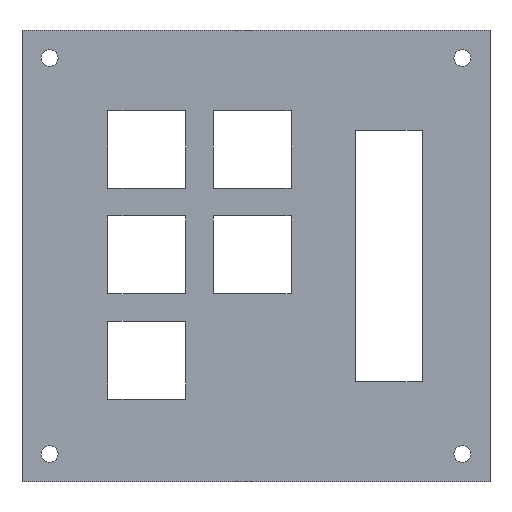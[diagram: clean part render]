
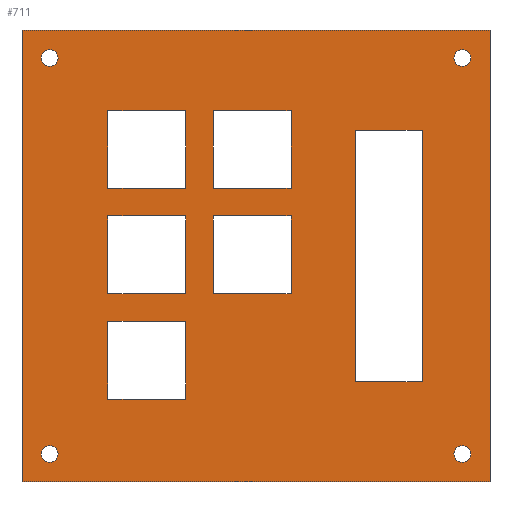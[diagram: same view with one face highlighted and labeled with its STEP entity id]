
A CAD part, front view. The second image highlights one B-rep face of the part: STEP entity #711.
In plain terms, the highlighted planar face has unit normal (0, -1, 0).
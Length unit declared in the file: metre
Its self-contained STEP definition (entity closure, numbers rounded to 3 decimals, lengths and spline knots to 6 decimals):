
#13=CIRCLE('',#753,0.0015);
#15=CIRCLE('',#756,0.0015);
#17=CIRCLE('',#759,0.0015);
#19=CIRCLE('',#762,0.0015);
#176=ORIENTED_EDGE('',*,*,#268,.T.);
#177=ORIENTED_EDGE('',*,*,#296,.F.);
#178=ORIENTED_EDGE('',*,*,#275,.F.);
#179=ORIENTED_EDGE('',*,*,#272,.T.);
#180=ORIENTED_EDGE('',*,*,#295,.F.);
#181=ORIENTED_EDGE('',*,*,#293,.F.);
#182=ORIENTED_EDGE('',*,*,#291,.T.);
#183=ORIENTED_EDGE('',*,*,#289,.T.);
#184=ORIENTED_EDGE('',*,*,#258,.T.);
#185=ORIENTED_EDGE('',*,*,#286,.T.);
#186=ORIENTED_EDGE('',*,*,#265,.F.);
#187=ORIENTED_EDGE('',*,*,#262,.F.);
#188=ORIENTED_EDGE('',*,*,#248,.T.);
#189=ORIENTED_EDGE('',*,*,#284,.T.);
#190=ORIENTED_EDGE('',*,*,#255,.F.);
#191=ORIENTED_EDGE('',*,*,#252,.F.);
#192=ORIENTED_EDGE('',*,*,#238,.T.);
#193=ORIENTED_EDGE('',*,*,#282,.T.);
#194=ORIENTED_EDGE('',*,*,#245,.F.);
#195=ORIENTED_EDGE('',*,*,#242,.F.);
#196=ORIENTED_EDGE('',*,*,#228,.T.);
#197=ORIENTED_EDGE('',*,*,#280,.T.);
#198=ORIENTED_EDGE('',*,*,#235,.F.);
#199=ORIENTED_EDGE('',*,*,#232,.F.);
#200=ORIENTED_EDGE('',*,*,#218,.T.);
#201=ORIENTED_EDGE('',*,*,#278,.T.);
#202=ORIENTED_EDGE('',*,*,#225,.F.);
#203=ORIENTED_EDGE('',*,*,#222,.F.);
#204=ORIENTED_EDGE('',*,*,#208,.F.);
#205=ORIENTED_EDGE('',*,*,#298,.F.);
#206=ORIENTED_EDGE('',*,*,#215,.F.);
#207=ORIENTED_EDGE('',*,*,#212,.F.);
#208=EDGE_CURVE('',#300,#301,#364,.T.);
#212=EDGE_CURVE('',#301,#304,#368,.T.);
#215=EDGE_CURVE('',#304,#306,#371,.T.);
#218=EDGE_CURVE('',#308,#309,#374,.T.);
#222=EDGE_CURVE('',#308,#312,#378,.T.);
#225=EDGE_CURVE('',#312,#314,#381,.T.);
#228=EDGE_CURVE('',#316,#317,#384,.T.);
#232=EDGE_CURVE('',#316,#320,#388,.T.);
#235=EDGE_CURVE('',#320,#322,#391,.T.);
#238=EDGE_CURVE('',#324,#325,#394,.T.);
#242=EDGE_CURVE('',#324,#328,#398,.T.);
#245=EDGE_CURVE('',#328,#330,#401,.T.);
#248=EDGE_CURVE('',#332,#333,#404,.T.);
#252=EDGE_CURVE('',#332,#336,#408,.T.);
#255=EDGE_CURVE('',#336,#338,#411,.T.);
#258=EDGE_CURVE('',#340,#341,#414,.T.);
#262=EDGE_CURVE('',#340,#344,#418,.T.);
#265=EDGE_CURVE('',#344,#346,#421,.T.);
#268=EDGE_CURVE('',#348,#349,#424,.T.);
#272=EDGE_CURVE('',#352,#348,#428,.T.);
#275=EDGE_CURVE('',#352,#354,#431,.T.);
#278=EDGE_CURVE('',#309,#314,#434,.T.);
#280=EDGE_CURVE('',#317,#322,#436,.T.);
#282=EDGE_CURVE('',#325,#330,#438,.T.);
#284=EDGE_CURVE('',#333,#338,#440,.T.);
#286=EDGE_CURVE('',#341,#346,#442,.T.);
#289=EDGE_CURVE('',#357,#357,#13,.T.);
#291=EDGE_CURVE('',#359,#359,#15,.T.);
#293=EDGE_CURVE('',#361,#361,#17,.T.);
#295=EDGE_CURVE('',#363,#363,#19,.T.);
#296=EDGE_CURVE('',#354,#349,#444,.T.);
#298=EDGE_CURVE('',#306,#300,#446,.T.);
#300=VERTEX_POINT('',#940);
#301=VERTEX_POINT('',#941);
#304=VERTEX_POINT('',#949);
#306=VERTEX_POINT('',#955);
#308=VERTEX_POINT('',#961);
#309=VERTEX_POINT('',#962);
#312=VERTEX_POINT('',#970);
#314=VERTEX_POINT('',#976);
#316=VERTEX_POINT('',#982);
#317=VERTEX_POINT('',#983);
#320=VERTEX_POINT('',#991);
#322=VERTEX_POINT('',#997);
#324=VERTEX_POINT('',#1003);
#325=VERTEX_POINT('',#1004);
#328=VERTEX_POINT('',#1012);
#330=VERTEX_POINT('',#1018);
#332=VERTEX_POINT('',#1024);
#333=VERTEX_POINT('',#1025);
#336=VERTEX_POINT('',#1033);
#338=VERTEX_POINT('',#1039);
#340=VERTEX_POINT('',#1045);
#341=VERTEX_POINT('',#1046);
#344=VERTEX_POINT('',#1054);
#346=VERTEX_POINT('',#1060);
#348=VERTEX_POINT('',#1066);
#349=VERTEX_POINT('',#1067);
#352=VERTEX_POINT('',#1075);
#354=VERTEX_POINT('',#1081);
#357=VERTEX_POINT('',#1104);
#359=VERTEX_POINT('',#1109);
#361=VERTEX_POINT('',#1114);
#363=VERTEX_POINT('',#1119);
#364=LINE('',#939,#448);
#368=LINE('',#948,#452);
#371=LINE('',#954,#455);
#374=LINE('',#960,#458);
#378=LINE('',#969,#462);
#381=LINE('',#975,#465);
#384=LINE('',#981,#468);
#388=LINE('',#990,#472);
#391=LINE('',#996,#475);
#394=LINE('',#1002,#478);
#398=LINE('',#1011,#482);
#401=LINE('',#1017,#485);
#404=LINE('',#1023,#488);
#408=LINE('',#1032,#492);
#411=LINE('',#1038,#495);
#414=LINE('',#1044,#498);
#418=LINE('',#1053,#502);
#421=LINE('',#1059,#505);
#424=LINE('',#1065,#508);
#428=LINE('',#1074,#512);
#431=LINE('',#1080,#515);
#434=LINE('',#1086,#518);
#436=LINE('',#1089,#520);
#438=LINE('',#1092,#522);
#440=LINE('',#1095,#524);
#442=LINE('',#1098,#526);
#444=LINE('',#1121,#528);
#446=LINE('',#1124,#530);
#448=VECTOR('',#771,1.);
#452=VECTOR('',#777,1.);
#455=VECTOR('',#782,1.);
#458=VECTOR('',#787,1.);
#462=VECTOR('',#793,1.);
#465=VECTOR('',#798,1.);
#468=VECTOR('',#803,1.);
#472=VECTOR('',#809,1.);
#475=VECTOR('',#814,1.);
#478=VECTOR('',#819,1.);
#482=VECTOR('',#825,1.);
#485=VECTOR('',#830,1.);
#488=VECTOR('',#835,1.);
#492=VECTOR('',#841,1.);
#495=VECTOR('',#846,1.);
#498=VECTOR('',#851,1.);
#502=VECTOR('',#857,1.);
#505=VECTOR('',#862,1.);
#508=VECTOR('',#867,1.);
#512=VECTOR('',#873,1.);
#515=VECTOR('',#878,1.);
#518=VECTOR('',#883,1.);
#520=VECTOR('',#887,1.);
#522=VECTOR('',#891,1.);
#524=VECTOR('',#895,1.);
#526=VECTOR('',#899,1.);
#528=VECTOR('',#927,1.);
#530=VECTOR('',#931,1.);
#579=EDGE_LOOP('',(#176,#177,#178,#179));
#580=EDGE_LOOP('',(#180));
#581=EDGE_LOOP('',(#181));
#582=EDGE_LOOP('',(#182));
#583=EDGE_LOOP('',(#183));
#584=EDGE_LOOP('',(#184,#185,#186,#187));
#585=EDGE_LOOP('',(#188,#189,#190,#191));
#586=EDGE_LOOP('',(#192,#193,#194,#195));
#587=EDGE_LOOP('',(#196,#197,#198,#199));
#588=EDGE_LOOP('',(#200,#201,#202,#203));
#589=EDGE_LOOP('',(#204,#205,#206,#207));
#637=FACE_BOUND('',#579,.T.);
#638=FACE_BOUND('',#580,.T.);
#639=FACE_BOUND('',#581,.T.);
#640=FACE_BOUND('',#582,.T.);
#641=FACE_BOUND('',#583,.T.);
#642=FACE_BOUND('',#584,.T.);
#643=FACE_BOUND('',#585,.T.);
#644=FACE_BOUND('',#586,.T.);
#645=FACE_BOUND('',#587,.T.);
#646=FACE_BOUND('',#588,.T.);
#647=FACE_BOUND('',#589,.T.);
#677=PLANE('',#766);
#711=ADVANCED_FACE('',(#637,#638,#639,#640,#641,#642,#643,#644,#645,#646,#647),#677,.F.);
#753=AXIS2_PLACEMENT_3D('',#1103,#905,#906);
#756=AXIS2_PLACEMENT_3D('',#1108,#911,#912);
#759=AXIS2_PLACEMENT_3D('',#1113,#917,#918);
#762=AXIS2_PLACEMENT_3D('',#1118,#923,#924);
#766=AXIS2_PLACEMENT_3D('',#1127,#935,#936);
#771=DIRECTION('',(1.,0.,0.));
#777=DIRECTION('',(0.,0.,1.));
#782=DIRECTION('',(-1.,0.,0.));
#787=DIRECTION('',(-1.,0.,0.));
#793=DIRECTION('',(0.,0.,1.));
#798=DIRECTION('',(-1.,0.,0.));
#803=DIRECTION('',(1.,0.,0.));
#809=DIRECTION('',(0.,0.,-1.));
#814=DIRECTION('',(1.,0.,0.));
#819=DIRECTION('',(-1.,0.,0.));
#825=DIRECTION('',(0.,0.,1.));
#830=DIRECTION('',(-1.,0.,0.));
#835=DIRECTION('',(0.,0.,1.));
#841=DIRECTION('',(1.,0.,0.));
#846=DIRECTION('',(0.,0.,1.));
#851=DIRECTION('',(0.,0.,1.));
#857=DIRECTION('',(1.,0.,0.));
#862=DIRECTION('',(0.,0.,1.));
#867=DIRECTION('',(0.,0.,1.));
#873=DIRECTION('',(1.,0.,0.));
#878=DIRECTION('',(0.,0.,1.));
#883=DIRECTION('',(0.,0.,1.));
#887=DIRECTION('',(0.,0.,-1.));
#891=DIRECTION('',(0.,0.,1.));
#895=DIRECTION('',(1.,0.,0.));
#899=DIRECTION('',(1.,0.,0.));
#905=DIRECTION('',(0.,1.,0.));
#906=DIRECTION('',(1.,0.,0.));
#911=DIRECTION('',(0.,1.,0.));
#912=DIRECTION('',(1.,0.,0.));
#917=DIRECTION('',(0.,-1.,0.));
#918=DIRECTION('',(1.,0.,0.));
#923=DIRECTION('',(0.,-1.,0.));
#924=DIRECTION('',(1.,0.,0.));
#927=DIRECTION('',(1.,0.,0.));
#931=DIRECTION('',(0.,0.,-1.));
#935=DIRECTION('',(0.,1.,0.));
#936=DIRECTION('',(1.,0.,0.));
#939=CARTESIAN_POINT('',(0.05615,0.013,-0.0534));
#940=CARTESIAN_POINT('',(0.05013,0.013,-0.0534));
#941=CARTESIAN_POINT('',(0.06217,0.013,-0.0534));
#948=CARTESIAN_POINT('',(0.06217,0.013,-0.0307));
#949=CARTESIAN_POINT('',(0.06217,0.013,-0.008));
#954=CARTESIAN_POINT('',(0.05615,0.013,-0.008));
#955=CARTESIAN_POINT('',(0.05013,0.013,-0.008));
#960=CARTESIAN_POINT('',(0.0125,0.013,-0.03752));
#961=CARTESIAN_POINT('',(0.01952,0.013,-0.03752));
#962=CARTESIAN_POINT('',(0.00548,0.013,-0.03752));
#969=CARTESIAN_POINT('',(0.01952,0.013,-0.0305));
#970=CARTESIAN_POINT('',(0.01952,0.013,-0.02348));
#975=CARTESIAN_POINT('',(0.0125,0.013,-0.02348));
#976=CARTESIAN_POINT('',(0.00548,0.013,-0.02348));
#981=CARTESIAN_POINT('',(0.0125,0.013,-0.04248));
#982=CARTESIAN_POINT('',(0.00548,0.013,-0.04248));
#983=CARTESIAN_POINT('',(0.01952,0.013,-0.04248));
#990=CARTESIAN_POINT('',(0.00548,0.013,-0.0495));
#991=CARTESIAN_POINT('',(0.00548,0.013,-0.05652));
#996=CARTESIAN_POINT('',(0.0125,0.013,-0.05652));
#997=CARTESIAN_POINT('',(0.01952,0.013,-0.05652));
#1002=CARTESIAN_POINT('',(0.0125,0.013,-0.01852));
#1003=CARTESIAN_POINT('',(0.01952,0.013,-0.01852));
#1004=CARTESIAN_POINT('',(0.00548,0.013,-0.01852));
#1011=CARTESIAN_POINT('',(0.01952,0.013,-0.0115));
#1012=CARTESIAN_POINT('',(0.01952,0.013,-0.00448));
#1017=CARTESIAN_POINT('',(0.0125,0.013,-0.00448));
#1018=CARTESIAN_POINT('',(0.00548,0.013,-0.00448));
#1023=CARTESIAN_POINT('',(0.02448,0.013,-0.0115));
#1024=CARTESIAN_POINT('',(0.02448,0.013,-0.01852));
#1025=CARTESIAN_POINT('',(0.02448,0.013,-0.00448));
#1032=CARTESIAN_POINT('',(0.0315,0.013,-0.01852));
#1033=CARTESIAN_POINT('',(0.03852,0.013,-0.01852));
#1038=CARTESIAN_POINT('',(0.03852,0.013,-0.0115));
#1039=CARTESIAN_POINT('',(0.03852,0.013,-0.00448));
#1044=CARTESIAN_POINT('',(0.02448,0.013,-0.0305));
#1045=CARTESIAN_POINT('',(0.02448,0.013,-0.03752));
#1046=CARTESIAN_POINT('',(0.02448,0.013,-0.02348));
#1053=CARTESIAN_POINT('',(0.0315,0.013,-0.03752));
#1054=CARTESIAN_POINT('',(0.03852,0.013,-0.03752));
#1059=CARTESIAN_POINT('',(0.03852,0.013,-0.0305));
#1060=CARTESIAN_POINT('',(0.03852,0.013,-0.02348));
#1065=CARTESIAN_POINT('',(0.0744,0.013,-0.0307));
#1066=CARTESIAN_POINT('',(0.0744,0.013,-0.0714));
#1067=CARTESIAN_POINT('',(0.0744,0.013,0.01));
#1074=CARTESIAN_POINT('',(0.0322,0.013,-0.0714));
#1075=CARTESIAN_POINT('',(-0.01,0.013,-0.0714));
#1080=CARTESIAN_POINT('',(-0.01,0.013,-0.0307));
#1081=CARTESIAN_POINT('',(-0.01,0.013,0.01));
#1086=CARTESIAN_POINT('',(0.00548,0.013,-0.0305));
#1089=CARTESIAN_POINT('',(0.01952,0.013,-0.0495));
#1092=CARTESIAN_POINT('',(0.00548,0.013,-0.0115));
#1095=CARTESIAN_POINT('',(0.0315,0.013,-0.00448));
#1098=CARTESIAN_POINT('',(0.0315,0.013,-0.02348));
#1103=CARTESIAN_POINT('',(0.0694,0.013,-0.0664));
#1104=CARTESIAN_POINT('',(0.0709,0.013,-0.0664));
#1108=CARTESIAN_POINT('',(-0.005,0.013,-0.0664));
#1109=CARTESIAN_POINT('',(-0.0035,0.013,-0.0664));
#1113=CARTESIAN_POINT('',(-0.005,0.013,0.005));
#1114=CARTESIAN_POINT('',(-0.0035,0.013,0.005));
#1118=CARTESIAN_POINT('',(0.0694,0.013,0.005));
#1119=CARTESIAN_POINT('',(0.0709,0.013,0.005));
#1121=CARTESIAN_POINT('',(0.0322,0.013,0.01));
#1124=CARTESIAN_POINT('',(0.05013,0.013,-0.0307));
#1127=CARTESIAN_POINT('',(0.0322,0.013,-0.0307));
